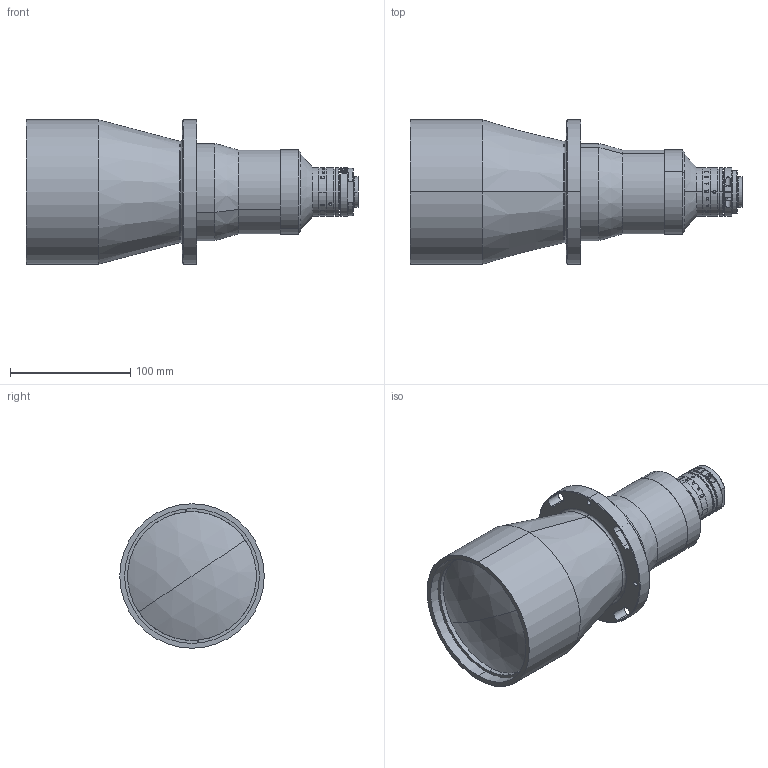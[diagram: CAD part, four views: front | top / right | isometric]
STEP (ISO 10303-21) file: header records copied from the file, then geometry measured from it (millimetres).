
FILE_DESCRIPTION (( 'STEP AP203' ), '1' );
FILE_NAME ('XF-PTL09211-C-(HD).STEP', '2019-02-19T07:38:06', ( 'puyufan' ), ( '' ), 'SwSTEP 2.0', 'SolidWorks 2014', '' );
FILE_SCHEMA (( 'CONFIG_CONTROL_DESIGN' ));
Length unit declared in the file: millimetre
Products named in the file (1): XF-PTL09211-C-(HD)
Bounding box: 275.87 x 120 x 120 mm (x, y, z)
Surface area: 119932.9 mm2 (no closed solid volume)
Topology: 0 solids, 32 shells, 185 faces, 991 edges, 840 vertices
Faces by surface type: cylinder 102, plane 47, cone 18, torus 14, sphere 4
Entity records: 15926 total; most frequent: CARTESIAN_POINT 8473, DIRECTION 1457, ORIENTED_EDGE 1323, EDGE_CURVE 989, VERTEX_POINT 840, AXIS2_PLACEMENT_3D 578, CIRCLE 392, LINE 301
